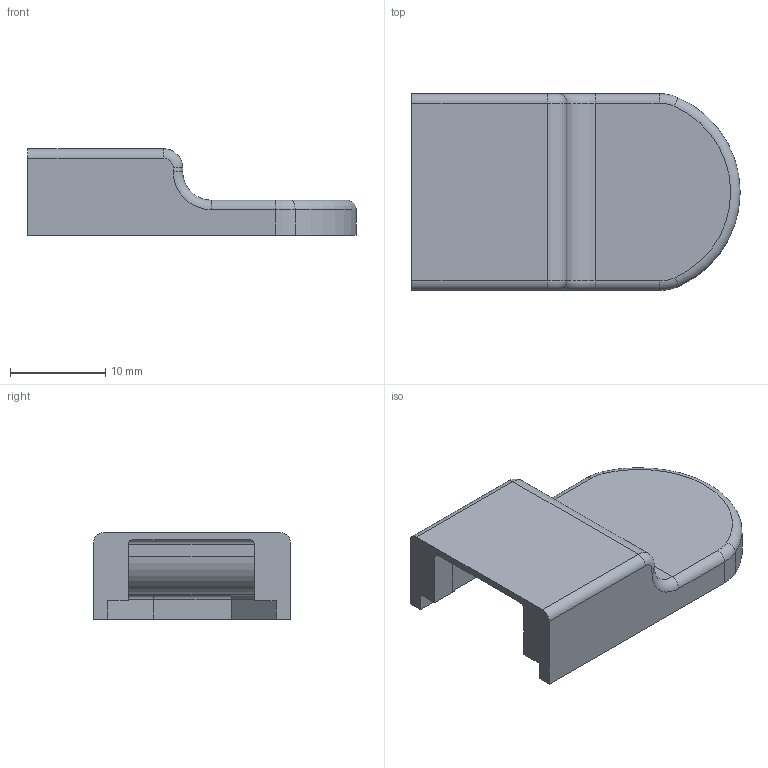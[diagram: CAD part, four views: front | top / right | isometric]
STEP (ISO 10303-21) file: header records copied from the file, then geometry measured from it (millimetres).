
FILE_DESCRIPTION (( 'STEP AP214' ), '1' );
FILE_NAME ('WeeMouseA300A400House.step', '2025-04-30T20:05:14', ( '' ), ( '' ), 'SwSTEP 2.0', 'SolidWorks 2025', '' );
FILE_SCHEMA (( 'AUTOMOTIVE_DESIGN' ));
Length unit declared in the file: millimetre
Products named in the file (1): WeeMouseA300A400House
Bounding box: 34.54 x 20.7 x 9.1 mm (x, y, z)
Volume: 1500.6 mm3; surface area: 2359 mm2
Topology: 1 solids, 1 shells, 67 faces, 163 edges, 96 vertices
Faces by surface type: cylinder 31, plane 21, torus 13, sphere 2
Entity records: 1955 total; most frequent: DIRECTION 362, CARTESIAN_POINT 337, ORIENTED_EDGE 322, EDGE_CURVE 161, AXIS2_PLACEMENT_3D 137, VERTEX_POINT 96, LINE 88, VECTOR 88
